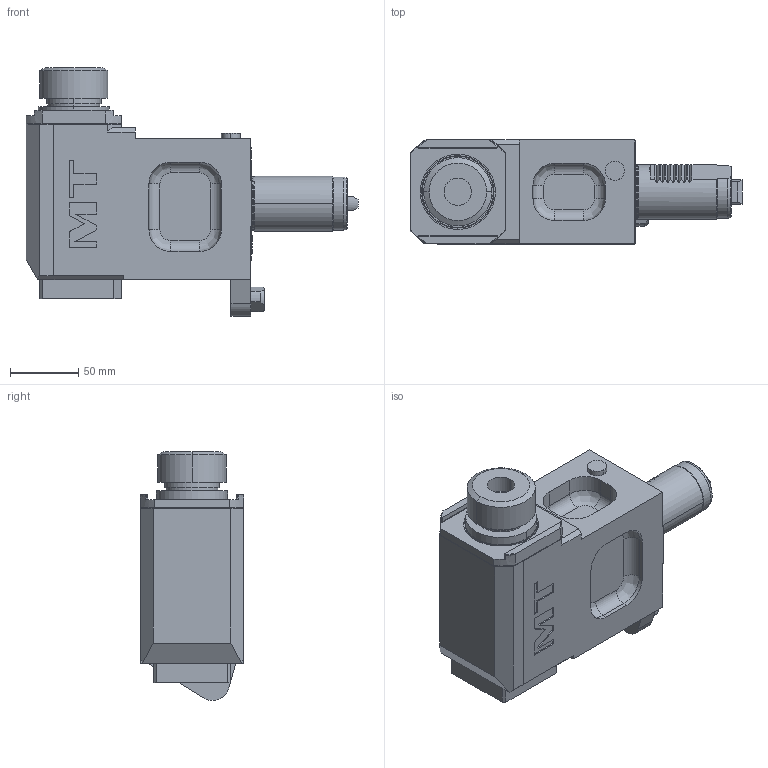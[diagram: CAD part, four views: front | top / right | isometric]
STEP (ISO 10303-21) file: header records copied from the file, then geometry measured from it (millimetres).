
FILE_DESCRIPTION((''),'2;1');
FILE_NAME('MZK0021032_CONF','2023-06-13T11:12:46',('gvalli'),('M.T. srl'),'CREO PARAMETRIC BY PTC INC, 2021072','CREO PARAMETRIC BY PTC INC, 2021072','');
FILE_SCHEMA(('CONFIG_CONTROL_DESIGN'));
Length unit declared in the file: millimetre
Products named in the file (1): MZK0021032_CONF
Bounding box: 243 x 76 x 182.14 mm (x, y, z)
Volume: 1428275.2 mm3; surface area: 118765.8 mm2
Topology: 1 solids, 1 shells, 303 faces, 772 edges, 498 vertices
Faces by surface type: plane 167, cylinder 91, cone 16, bspline 16, torus 9, extrusion 4
Entity records: 9636 total; most frequent: CARTESIAN_POINT 2296, ORIENTED_EDGE 1544, DIRECTION 1476, EDGE_CURVE 772, AXIS2_PLACEMENT_3D 498, VERTEX_POINT 498, VECTOR 480, LINE 476
